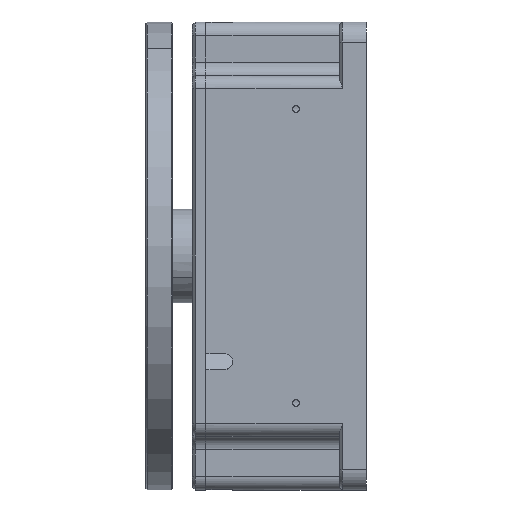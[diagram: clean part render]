
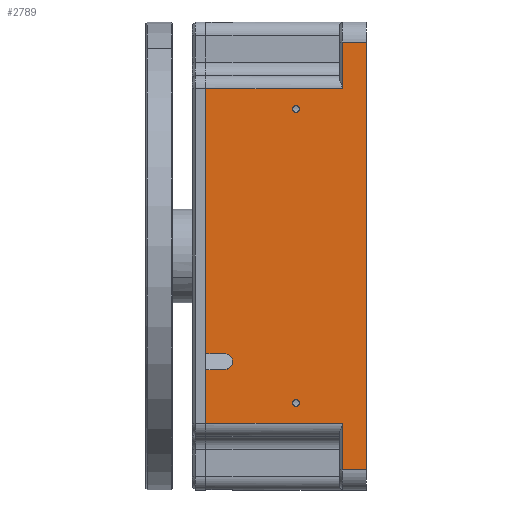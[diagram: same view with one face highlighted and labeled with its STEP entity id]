
A CAD part, left-side view. The second image highlights one B-rep face of the part: STEP entity #2789.
In plain terms, the highlighted planar face has unit normal (-1, 0, 0).
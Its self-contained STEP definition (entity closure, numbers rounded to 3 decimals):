
#15 = ORIENTED_EDGE ( 'NONE', *, *, #4278, .F. ) ;
#81 = FACE_OUTER_BOUND ( 'NONE', #111, .T. ) ;
#111 = EDGE_LOOP ( 'NONE', ( #4322, #7982, #4994, #438, #7951, #1819, #2803, #2761, #8567, #7878, #6590, #2043, #15 ) ) ;
#190 = DIRECTION ( 'NONE',  ( 0., 0., -1. ) ) ;
#218 = VERTEX_POINT ( 'NONE', #7393 ) ;
#380 = VERTEX_POINT ( 'NONE', #8397 ) ;
#438 = ORIENTED_EDGE ( 'NONE', *, *, #695, .T. ) ;
#439 = CARTESIAN_POINT ( 'NONE',  ( -17.5, 0., -17.5 ) ) ;
#447 = EDGE_CURVE ( 'NONE', #2256, #218, #2813, .T. ) ;
#481 = DIRECTION ( 'NONE',  ( 0., -1., 0. ) ) ;
#513 = EDGE_CURVE ( 'NONE', #3974, #8691, #1714, .T. ) ;
#572 = DIRECTION ( 'NONE',  ( -1., 0., 0. ) ) ;
#588 = VECTOR ( 'NONE', #6338, 1000. ) ;
#615 = EDGE_CURVE ( 'NONE', #1667, #5435, #3781, .T. ) ;
#669 = EDGE_CURVE ( 'NONE', #5435, #3974, #3823, .T. ) ;
#695 = EDGE_CURVE ( 'NONE', #2972, #1667, #3266, .T. ) ;
#709 = DIRECTION ( 'NONE',  ( 0., -1., 0. ) ) ;
#819 = CARTESIAN_POINT ( 'NONE',  ( -17.5, 12., -17.5 ) ) ;
#820 = VERTEX_POINT ( 'NONE', #1267 ) ;
#964 = EDGE_CURVE ( 'NONE', #218, #3898, #3011, .T. ) ;
#975 = CARTESIAN_POINT ( 'NONE',  ( -17.5, 5.25, -11. ) ) ;
#1016 = DIRECTION ( 'NONE',  ( 0., 0., 1. ) ) ;
#1024 = CIRCLE ( 'NONE', #5424, 0.25 ) ;
#1029 = CARTESIAN_POINT ( 'NONE',  ( -17.5, 10.6, -7.9 ) ) ;
#1176 = ORIENTED_EDGE ( 'NONE', *, *, #3538, .F. ) ;
#1267 = CARTESIAN_POINT ( 'NONE',  ( -17.5, 12., -8.5 ) ) ;
#1286 = ORIENTED_EDGE ( 'NONE', *, *, #4831, .F. ) ;
#1381 = CARTESIAN_POINT ( 'NONE',  ( -17.5, 5.25, -11. ) ) ;
#1437 = CARTESIAN_POINT ( 'NONE',  ( -17.5, 5.25, -11.25 ) ) ;
#1450 = CARTESIAN_POINT ( 'NONE',  ( -17.5, 12., -17.5 ) ) ;
#1557 = DIRECTION ( 'NONE',  ( -1., 0., 0. ) ) ;
#1586 = DIRECTION ( 'NONE',  ( 0., 1., 0. ) ) ;
#1594 = VECTOR ( 'NONE', #6615, 1000. ) ;
#1667 = VERTEX_POINT ( 'NONE', #7521 ) ;
#1703 = DIRECTION ( 'NONE',  ( 1., 0., 0. ) ) ;
#1714 = LINE ( 'NONE', #5798, #5423 ) ;
#1819 = ORIENTED_EDGE ( 'NONE', *, *, #669, .T. ) ;
#1847 = LINE ( 'NONE', #6022, #7701 ) ;
#1853 = VERTEX_POINT ( 'NONE', #3415 ) ;
#2024 = CARTESIAN_POINT ( 'NONE',  ( -17.5, 12., -16. ) ) ;
#2043 = ORIENTED_EDGE ( 'NONE', *, *, #5220, .T. ) ;
#2078 = DIRECTION ( 'NONE',  ( 1., 0., 0. ) ) ;
#2146 = CARTESIAN_POINT ( 'NONE',  ( -17.5, 10.6, -7.3 ) ) ;
#2256 = VERTEX_POINT ( 'NONE', #2146 ) ;
#2351 = EDGE_CURVE ( 'NONE', #380, #6025, #3061, .T. ) ;
#2642 = EDGE_CURVE ( 'NONE', #4757, #6804, #2657, .T. ) ;
#2657 = CIRCLE ( 'NONE', #7184, 0.25 ) ;
#2732 = CARTESIAN_POINT ( 'NONE',  ( -17.5, 1.8, 12.5 ) ) ;
#2756 = CIRCLE ( 'NONE', #3200, 0.25 ) ;
#2761 = ORIENTED_EDGE ( 'NONE', *, *, #4039, .F. ) ;
#2764 = DIRECTION ( 'NONE',  ( 0., -1., 0. ) ) ;
#2789 = ADVANCED_FACE ( 'NONE', ( #81, #2868, #5681 ), #4297, .F. ) ;
#2803 = ORIENTED_EDGE ( 'NONE', *, *, #513, .T. ) ;
#2813 = CIRCLE ( 'NONE', #7500, 0.6 ) ;
#2868 = FACE_BOUND ( 'NONE', #2936, .T. ) ;
#2935 = DIRECTION ( 'NONE',  ( -1., 0., 0. ) ) ;
#2936 = EDGE_LOOP ( 'NONE', ( #5761, #6628 ) ) ;
#2958 = CARTESIAN_POINT ( 'NONE',  ( -17.5, 12., -8.5 ) ) ;
#2972 = VERTEX_POINT ( 'NONE', #4021 ) ;
#3011 = CIRCLE ( 'NONE', #3756, 0.6 ) ;
#3061 = LINE ( 'NONE', #3759, #4942 ) ;
#3087 = CARTESIAN_POINT ( 'NONE',  ( -17.5, 5.25, -10.75 ) ) ;
#3200 = AXIS2_PLACEMENT_3D ( 'NONE', #975, #2935, #3772 ) ;
#3221 = DIRECTION ( 'NONE',  ( 0., 0., 1. ) ) ;
#3266 = LINE ( 'NONE', #439, #3650 ) ;
#3318 = DIRECTION ( 'NONE',  ( 0., 0., -1. ) ) ;
#3346 = VECTOR ( 'NONE', #5172, 1000. ) ;
#3355 = VECTOR ( 'NONE', #3318, 1000. ) ;
#3394 = DIRECTION ( 'NONE',  ( -1., 0., 0. ) ) ;
#3415 = CARTESIAN_POINT ( 'NONE',  ( -17.5, 12., -12.5 ) ) ;
#3528 = CARTESIAN_POINT ( 'NONE',  ( -17.5, 10.6, -8.5 ) ) ;
#3538 = EDGE_CURVE ( 'NONE', #3994, #6043, #6685, .T. ) ;
#3566 = CARTESIAN_POINT ( 'NONE',  ( -17.5, 12., -17.5 ) ) ;
#3612 = DIRECTION ( 'NONE',  ( 0., 0., -1. ) ) ;
#3650 = VECTOR ( 'NONE', #3221, 1000. ) ;
#3756 = AXIS2_PLACEMENT_3D ( 'NONE', #1029, #1703, #5331 ) ;
#3759 = CARTESIAN_POINT ( 'NONE',  ( -17.5, 1.8, -16. ) ) ;
#3772 = DIRECTION ( 'NONE',  ( 0., 0., 1. ) ) ;
#3781 = LINE ( 'NONE', #5068, #4826 ) ;
#3823 = LINE ( 'NONE', #5441, #3355 ) ;
#3898 = VERTEX_POINT ( 'NONE', #3528 ) ;
#3964 = LINE ( 'NONE', #1450, #588 ) ;
#3974 = VERTEX_POINT ( 'NONE', #2732 ) ;
#3994 = VERTEX_POINT ( 'NONE', #7296 ) ;
#4021 = CARTESIAN_POINT ( 'NONE',  ( -17.5, 0., -16. ) ) ;
#4039 = EDGE_CURVE ( 'NONE', #4236, #8691, #8461, .T. ) ;
#4236 = VERTEX_POINT ( 'NONE', #7569 ) ;
#4278 = EDGE_CURVE ( 'NONE', #1853, #820, #3964, .T. ) ;
#4297 = PLANE ( 'NONE',  #8793 ) ;
#4322 = ORIENTED_EDGE ( 'NONE', *, *, #8733, .T. ) ;
#4499 = EDGE_CURVE ( 'NONE', #6804, #4757, #2756, .T. ) ;
#4757 = VERTEX_POINT ( 'NONE', #1437 ) ;
#4795 = AXIS2_PLACEMENT_3D ( 'NONE', #4835, #572, #7601 ) ;
#4815 = VECTOR ( 'NONE', #709, 1000. ) ;
#4826 = VECTOR ( 'NONE', #1586, 1000. ) ;
#4831 = EDGE_CURVE ( 'NONE', #6043, #3994, #1024, .T. ) ;
#4835 = CARTESIAN_POINT ( 'NONE',  ( -17.5, 5.25, 11. ) ) ;
#4942 = VECTOR ( 'NONE', #190, 1000. ) ;
#4994 = ORIENTED_EDGE ( 'NONE', *, *, #8963, .T. ) ;
#5068 = CARTESIAN_POINT ( 'NONE',  ( -17.5, 12., 16. ) ) ;
#5172 = DIRECTION ( 'NONE',  ( 0., 1., 0. ) ) ;
#5220 = EDGE_CURVE ( 'NONE', #3898, #820, #7798, .T. ) ;
#5331 = DIRECTION ( 'NONE',  ( 0., 0., -1. ) ) ;
#5423 = VECTOR ( 'NONE', #7070, 1000. ) ;
#5424 = AXIS2_PLACEMENT_3D ( 'NONE', #6458, #1557, #1016 ) ;
#5435 = VERTEX_POINT ( 'NONE', #5455 ) ;
#5441 = CARTESIAN_POINT ( 'NONE',  ( -17.5, 1.8, -17.5 ) ) ;
#5455 = CARTESIAN_POINT ( 'NONE',  ( -17.5, 1.8, 16. ) ) ;
#5486 = LINE ( 'NONE', #6212, #7086 ) ;
#5681 = FACE_BOUND ( 'NONE', #8177, .T. ) ;
#5761 = ORIENTED_EDGE ( 'NONE', *, *, #4499, .F. ) ;
#5798 = CARTESIAN_POINT ( 'NONE',  ( -17.5, 12., 12.5 ) ) ;
#6010 = CARTESIAN_POINT ( 'NONE',  ( -17.5, 1.8, -16. ) ) ;
#6022 = CARTESIAN_POINT ( 'NONE',  ( -17.5, 12., -12.5 ) ) ;
#6025 = VERTEX_POINT ( 'NONE', #6010 ) ;
#6043 = VERTEX_POINT ( 'NONE', #7506 ) ;
#6212 = CARTESIAN_POINT ( 'NONE',  ( -17.5, 12., -7.3 ) ) ;
#6218 = CARTESIAN_POINT ( 'NONE',  ( -17.5, 10.6, -7.9 ) ) ;
#6284 = DIRECTION ( 'NONE',  ( 0., 0., 1. ) ) ;
#6338 = DIRECTION ( 'NONE',  ( 0., 0., 1. ) ) ;
#6458 = CARTESIAN_POINT ( 'NONE',  ( -17.5, 5.25, 11. ) ) ;
#6590 = ORIENTED_EDGE ( 'NONE', *, *, #964, .T. ) ;
#6615 = DIRECTION ( 'NONE',  ( 0., 0., 1. ) ) ;
#6628 = ORIENTED_EDGE ( 'NONE', *, *, #2642, .F. ) ;
#6685 = CIRCLE ( 'NONE', #4795, 0.25 ) ;
#6804 = VERTEX_POINT ( 'NONE', #3087 ) ;
#6884 = EDGE_CURVE ( 'NONE', #4236, #2256, #5486, .T. ) ;
#7070 = DIRECTION ( 'NONE',  ( 0., 1., 0. ) ) ;
#7086 = VECTOR ( 'NONE', #2764, 1000. ) ;
#7184 = AXIS2_PLACEMENT_3D ( 'NONE', #1381, #3394, #6284 ) ;
#7296 = CARTESIAN_POINT ( 'NONE',  ( -17.5, 5.25, 10.75 ) ) ;
#7393 = CARTESIAN_POINT ( 'NONE',  ( -17.5, 10., -7.9 ) ) ;
#7500 = AXIS2_PLACEMENT_3D ( 'NONE', #6218, #2078, #8992 ) ;
#7506 = CARTESIAN_POINT ( 'NONE',  ( -17.5, 5.25, 11.25 ) ) ;
#7517 = LINE ( 'NONE', #2024, #4815 ) ;
#7521 = CARTESIAN_POINT ( 'NONE',  ( -17.5, 0., 16. ) ) ;
#7569 = CARTESIAN_POINT ( 'NONE',  ( -17.5, 12., -7.3 ) ) ;
#7601 = DIRECTION ( 'NONE',  ( 0., 0., 1. ) ) ;
#7701 = VECTOR ( 'NONE', #481, 1000. ) ;
#7798 = LINE ( 'NONE', #2958, #3346 ) ;
#7878 = ORIENTED_EDGE ( 'NONE', *, *, #447, .T. ) ;
#7951 = ORIENTED_EDGE ( 'NONE', *, *, #615, .T. ) ;
#7982 = ORIENTED_EDGE ( 'NONE', *, *, #2351, .T. ) ;
#8177 = EDGE_LOOP ( 'NONE', ( #1286, #1176 ) ) ;
#8397 = CARTESIAN_POINT ( 'NONE',  ( -17.5, 1.8, -12.5 ) ) ;
#8461 = LINE ( 'NONE', #3566, #1594 ) ;
#8540 = DIRECTION ( 'NONE',  ( 1., 0., 0. ) ) ;
#8567 = ORIENTED_EDGE ( 'NONE', *, *, #6884, .T. ) ;
#8622 = CARTESIAN_POINT ( 'NONE',  ( -17.5, 12., 12.5 ) ) ;
#8691 = VERTEX_POINT ( 'NONE', #8622 ) ;
#8733 = EDGE_CURVE ( 'NONE', #1853, #380, #1847, .T. ) ;
#8793 = AXIS2_PLACEMENT_3D ( 'NONE', #819, #8540, #3612 ) ;
#8963 = EDGE_CURVE ( 'NONE', #6025, #2972, #7517, .T. ) ;
#8992 = DIRECTION ( 'NONE',  ( 0., 0., -1. ) ) ;
